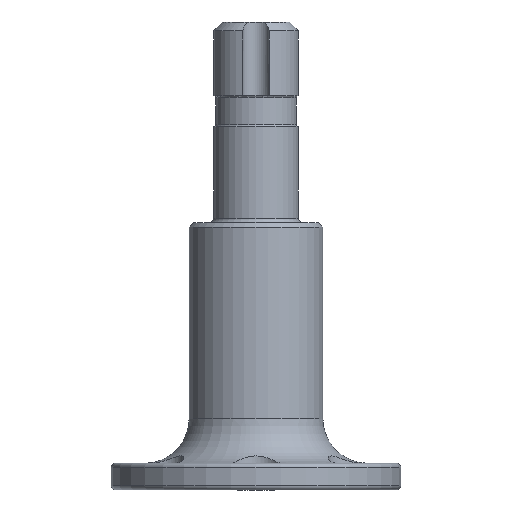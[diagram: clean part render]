
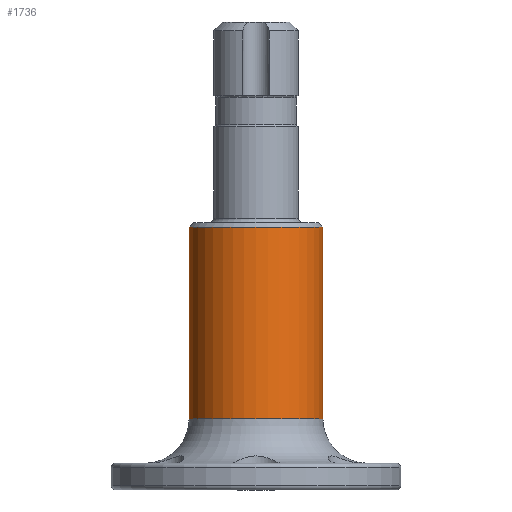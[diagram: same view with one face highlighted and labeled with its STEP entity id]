
A CAD part, front view. The second image highlights one B-rep face of the part: STEP entity #1736.
In plain terms, the highlighted cylindrical face has radius 15 mm (diameter 30 mm), a full revolution.
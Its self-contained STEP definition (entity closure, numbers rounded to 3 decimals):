
#1667 = CONICAL_SURFACE('',#1668,15.,0.785);
#1668 = AXIS2_PLACEMENT_3D('',#1669,#1670,#1671);
#1669 = CARTESIAN_POINT('',(0.,0.,59.));
#1670 = DIRECTION('',(0.,0.,-1.));
#1671 = DIRECTION('',(1.,0.,0.));
#1685 = EDGE_CURVE('',#1686,#1686,#1688,.T.);
#1686 = VERTEX_POINT('',#1687);
#1687 = CARTESIAN_POINT('',(15.,0.,59.));
#1688 = SURFACE_CURVE('',#1689,(#1694,#1701),.PCURVE_S1.);
#1689 = CIRCLE('',#1690,15.);
#1690 = AXIS2_PLACEMENT_3D('',#1691,#1692,#1693);
#1691 = CARTESIAN_POINT('',(0.,0.,59.));
#1692 = DIRECTION('',(0.,0.,-1.));
#1693 = DIRECTION('',(1.,0.,0.));
#1694 = PCURVE('',#1667,#1695);
#1695 = DEFINITIONAL_REPRESENTATION('',(#1696),#1700);
#1696 = LINE('',#1697,#1698);
#1697 = CARTESIAN_POINT('',(0.,-0.));
#1698 = VECTOR('',#1699,1.);
#1699 = DIRECTION('',(1.,-0.));
#1700 = ( GEOMETRIC_REPRESENTATION_CONTEXT(2) 
PARAMETRIC_REPRESENTATION_CONTEXT() REPRESENTATION_CONTEXT('2D SPACE',''
  ) );
#1701 = PCURVE('',#1702,#1707);
#1702 = CYLINDRICAL_SURFACE('',#1703,15.);
#1703 = AXIS2_PLACEMENT_3D('',#1704,#1705,#1706);
#1704 = CARTESIAN_POINT('',(0.,0.,16.));
#1705 = DIRECTION('',(0.,0.,1.));
#1706 = DIRECTION('',(1.,0.,0.));
#1707 = DEFINITIONAL_REPRESENTATION('',(#1708),#1712);
#1708 = LINE('',#1709,#1710);
#1709 = CARTESIAN_POINT('',(-0.,43.));
#1710 = VECTOR('',#1711,1.);
#1711 = DIRECTION('',(-1.,0.));
#1712 = ( GEOMETRIC_REPRESENTATION_CONTEXT(2) 
PARAMETRIC_REPRESENTATION_CONTEXT() REPRESENTATION_CONTEXT('2D SPACE',''
  ) );
#1736 = ADVANCED_FACE('',(#1737),#1702,.T.);
#1737 = FACE_BOUND('',#1738,.F.);
#1738 = EDGE_LOOP('',(#1739,#1768,#1789,#1790));
#1739 = ORIENTED_EDGE('',*,*,#1740,.T.);
#1740 = EDGE_CURVE('',#1741,#1741,#1743,.T.);
#1741 = VERTEX_POINT('',#1742);
#1742 = CARTESIAN_POINT('',(15.,0.,16.));
#1743 = SURFACE_CURVE('',#1744,(#1749,#1756),.PCURVE_S1.);
#1744 = CIRCLE('',#1745,15.);
#1745 = AXIS2_PLACEMENT_3D('',#1746,#1747,#1748);
#1746 = CARTESIAN_POINT('',(0.,0.,16.));
#1747 = DIRECTION('',(0.,0.,-1.));
#1748 = DIRECTION('',(1.,0.,0.));
#1749 = PCURVE('',#1702,#1750);
#1750 = DEFINITIONAL_REPRESENTATION('',(#1751),#1755);
#1751 = LINE('',#1752,#1753);
#1752 = CARTESIAN_POINT('',(-0.,0.));
#1753 = VECTOR('',#1754,1.);
#1754 = DIRECTION('',(-1.,0.));
#1755 = ( GEOMETRIC_REPRESENTATION_CONTEXT(2) 
PARAMETRIC_REPRESENTATION_CONTEXT() REPRESENTATION_CONTEXT('2D SPACE',''
  ) );
#1756 = PCURVE('',#1757,#1762);
#1757 = TOROIDAL_SURFACE('',#1758,25.,10.);
#1758 = AXIS2_PLACEMENT_3D('',#1759,#1760,#1761);
#1759 = CARTESIAN_POINT('',(0.,0.,16.));
#1760 = DIRECTION('',(0.,0.,1.));
#1761 = DIRECTION('',(1.,0.,0.));
#1762 = DEFINITIONAL_REPRESENTATION('',(#1763),#1767);
#1763 = LINE('',#1764,#1765);
#1764 = CARTESIAN_POINT('',(-0.,3.142));
#1765 = VECTOR('',#1766,1.);
#1766 = DIRECTION('',(-1.,0.));
#1767 = ( GEOMETRIC_REPRESENTATION_CONTEXT(2) 
PARAMETRIC_REPRESENTATION_CONTEXT() REPRESENTATION_CONTEXT('2D SPACE',''
  ) );
#1768 = ORIENTED_EDGE('',*,*,#1769,.T.);
#1769 = EDGE_CURVE('',#1741,#1686,#1770,.T.);
#1770 = SEAM_CURVE('',#1771,(#1775,#1782),.PCURVE_S1.);
#1771 = LINE('',#1772,#1773);
#1772 = CARTESIAN_POINT('',(15.,0.,16.));
#1773 = VECTOR('',#1774,1.);
#1774 = DIRECTION('',(0.,0.,1.));
#1775 = PCURVE('',#1702,#1776);
#1776 = DEFINITIONAL_REPRESENTATION('',(#1777),#1781);
#1777 = LINE('',#1778,#1779);
#1778 = CARTESIAN_POINT('',(-0.,0.));
#1779 = VECTOR('',#1780,1.);
#1780 = DIRECTION('',(-0.,1.));
#1781 = ( GEOMETRIC_REPRESENTATION_CONTEXT(2) 
PARAMETRIC_REPRESENTATION_CONTEXT() REPRESENTATION_CONTEXT('2D SPACE',''
  ) );
#1782 = PCURVE('',#1702,#1783);
#1783 = DEFINITIONAL_REPRESENTATION('',(#1784),#1788);
#1784 = LINE('',#1785,#1786);
#1785 = CARTESIAN_POINT('',(-6.283,0.));
#1786 = VECTOR('',#1787,1.);
#1787 = DIRECTION('',(-0.,1.));
#1788 = ( GEOMETRIC_REPRESENTATION_CONTEXT(2) 
PARAMETRIC_REPRESENTATION_CONTEXT() REPRESENTATION_CONTEXT('2D SPACE',''
  ) );
#1789 = ORIENTED_EDGE('',*,*,#1685,.F.);
#1790 = ORIENTED_EDGE('',*,*,#1769,.F.);
